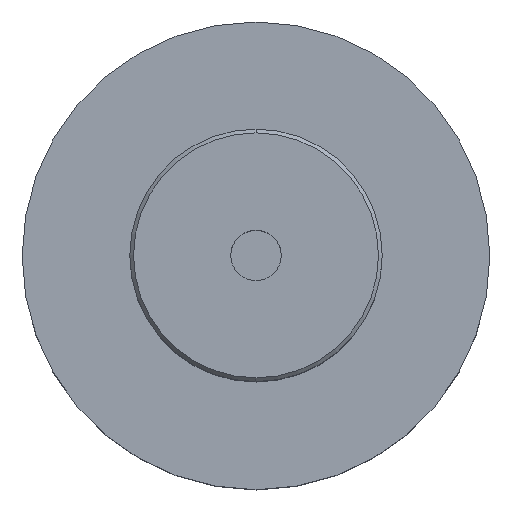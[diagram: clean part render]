
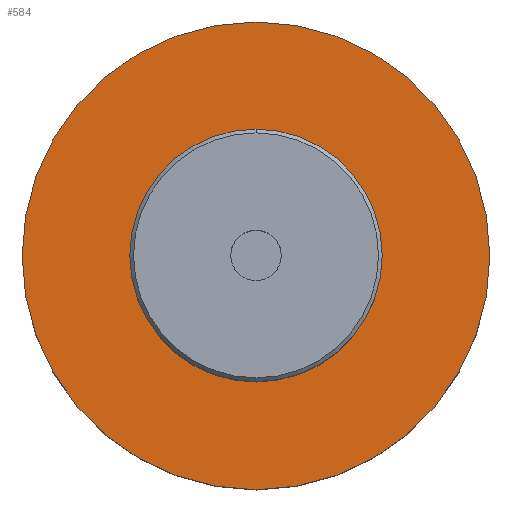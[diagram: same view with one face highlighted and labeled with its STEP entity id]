
A CAD part, top view. The second image highlights one B-rep face of the part: STEP entity #584.
In plain terms, the highlighted planar face has unit normal (0, 0, 1).
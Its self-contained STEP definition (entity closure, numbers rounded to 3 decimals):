
#143=CARTESIAN_POINT('',(0.,0.,0.));
#144=DIRECTION('',(0.,0.,-1.));
#145=DIRECTION('',(0.,1.,0.));
#146=AXIS2_PLACEMENT_3D('',#143,#144,#145);
#151=CARTESIAN_POINT('',(0.,0.,0.));
#152=DIRECTION('',(0.,0.,1.));
#153=DIRECTION('',(0.,1.,0.));
#154=AXIS2_PLACEMENT_3D('',#151,#152,#153);
#167=CARTESIAN_POINT('',(0.,0.,0.));
#168=DIRECTION('',(0.,0.,1.));
#169=DIRECTION('',(0.,1.,0.));
#170=AXIS2_PLACEMENT_3D('',#167,#168,#169);
#236=CARTESIAN_POINT('',(0.,0.,0.));
#237=DIRECTION('',(0.,0.,-1.));
#238=DIRECTION('',(0.,1.,0.));
#239=AXIS2_PLACEMENT_3D('',#236,#237,#238);
#397=CARTESIAN_POINT('',(0.,17.,0.));
#398=CARTESIAN_POINT('',(0.,-17.,0.));
#399=VERTEX_POINT('',#397);
#400=VERTEX_POINT('',#398);
#418=CARTESIAN_POINT('',(0.,31.5,0.));
#420=VERTEX_POINT('',#418);
#422=CARTESIAN_POINT('',(0.,-31.5,0.));
#424=VERTEX_POINT('',#422);
#569=CARTESIAN_POINT('',(0.,0.,0.));
#570=DIRECTION('',(0.,0.,1.));
#571=DIRECTION('',(0.,1.,0.));
#572=AXIS2_PLACEMENT_3D('',#569,#570,#571);
#573=PLANE('',#572);
#574=ORIENTED_EDGE('',*,*,#564,.T.);
#575=ORIENTED_EDGE('',*,*,#548,.F.);
#576=EDGE_LOOP('',(#574,#575));
#577=FACE_OUTER_BOUND('',#576,.F.);
#579=ORIENTED_EDGE('',*,*,#578,.T.);
#581=ORIENTED_EDGE('',*,*,#580,.F.);
#582=EDGE_LOOP('',(#579,#581));
#583=FACE_BOUND('',#582,.F.);
#147=CIRCLE('',#146,31.5);
#155=CIRCLE('',#154,31.5);
#171=CIRCLE('',#170,17.);
#240=CIRCLE('',#239,17.);
#548=EDGE_CURVE('',#420,#424,#155,.T.);
#564=EDGE_CURVE('',#420,#424,#147,.T.);
#578=EDGE_CURVE('',#399,#400,#171,.T.);
#580=EDGE_CURVE('',#399,#400,#240,.T.);
#584=ADVANCED_FACE('',(#577,#583),#573,.T.);
